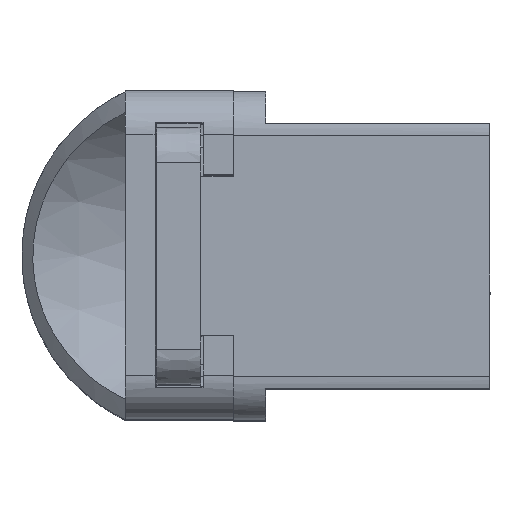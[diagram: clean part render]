
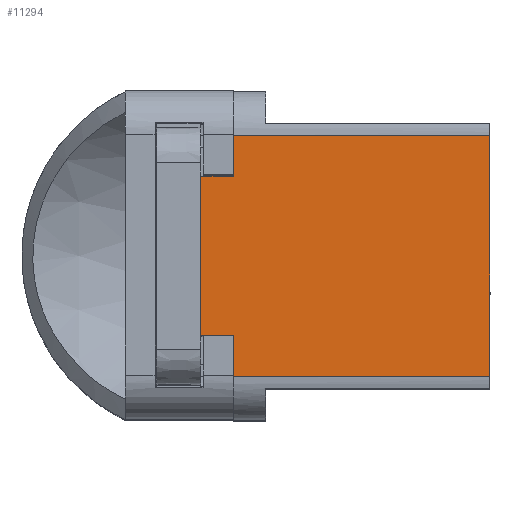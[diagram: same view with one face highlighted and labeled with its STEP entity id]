
A CAD part, top view. The second image highlights one B-rep face of the part: STEP entity #11294.
In plain terms, the highlighted planar face has unit normal (0, 0, 1).
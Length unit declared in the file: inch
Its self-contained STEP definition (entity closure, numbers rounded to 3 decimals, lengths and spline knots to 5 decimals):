
#35 = CARTESIAN_POINT ( 'NONE',  ( 1.60388, 0.81416, 1.49462 ) ) ;
#172 = ORIENTED_EDGE ( 'NONE', *, *, #10210, .F. ) ;
#287 = VERTEX_POINT ( 'NONE', #4300 ) ;
#332 = VECTOR ( 'NONE', #1639, 39.37008 ) ;
#550 = ORIENTED_EDGE ( 'NONE', *, *, #1089, .T. ) ;
#942 = FACE_OUTER_BOUND ( 'NONE', #7073, .T. ) ;
#1089 = EDGE_CURVE ( 'NONE', #9101, #2108, #6307, .T. ) ;
#1409 = CARTESIAN_POINT ( 'NONE',  ( 1.07938, 0.42966, 1.49462 ) ) ;
#1464 = ORIENTED_EDGE ( 'NONE', *, *, #11153, .T. ) ;
#1639 = DIRECTION ( 'NONE',  ( 0., -1., 0. ) ) ;
#1648 = CARTESIAN_POINT ( 'NONE',  ( 1.13844, 0.71866, 1.49462 ) ) ;
#1806 = VECTOR ( 'NONE', #6286, 39.37008 ) ;
#1882 = ORIENTED_EDGE ( 'NONE', *, *, #9065, .T. ) ;
#2108 = VERTEX_POINT ( 'NONE', #5436 ) ;
#2169 = VECTOR ( 'NONE', #2448, 39.37008 ) ;
#2448 = DIRECTION ( 'NONE',  ( 0., 1., 0. ) ) ;
#2702 = AXIS2_PLACEMENT_3D ( 'NONE', #7118, #2848, #8923 ) ;
#2778 = DIRECTION ( 'NONE',  ( -1., 0., 0. ) ) ;
#2848 = DIRECTION ( 'NONE',  ( 0., 0., 1. ) ) ;
#2902 = VERTEX_POINT ( 'NONE', #6542 ) ;
#3087 = VECTOR ( 'NONE', #10332, 39.37008 ) ;
#3329 = CARTESIAN_POINT ( 'NONE',  ( 1.13844, 0.33416, 1.49462 ) ) ;
#3897 = EDGE_CURVE ( 'NONE', #287, #2902, #9096, .T. ) ;
#4159 = LINE ( 'NONE', #7682, #7866 ) ;
#4186 = CARTESIAN_POINT ( 'NONE',  ( 0.99938, 0.35621, 1.49462 ) ) ;
#4218 = CARTESIAN_POINT ( 'NONE',  ( 1.13844, 0.35621, 1.49462 ) ) ;
#4246 = CARTESIAN_POINT ( 'NONE',  ( 1.07938, 0.71866, 1.49462 ) ) ;
#4300 = CARTESIAN_POINT ( 'NONE',  ( 1.60388, 0.79211, 1.49462 ) ) ;
#4575 = ORIENTED_EDGE ( 'NONE', *, *, #8515, .T. ) ;
#5384 = VECTOR ( 'NONE', #2778, 39.37008 ) ;
#5399 = PLANE ( 'NONE',  #2702 ) ;
#5436 = CARTESIAN_POINT ( 'NONE',  ( 1.13844, 0.42966, 1.49462 ) ) ;
#5520 = VECTOR ( 'NONE', #9460, 39.37008 ) ;
#5614 = VERTEX_POINT ( 'NONE', #1648 ) ;
#5625 = ORIENTED_EDGE ( 'NONE', *, *, #3897, .T. ) ;
#5643 = CARTESIAN_POINT ( 'NONE',  ( 1.13844, 0.71866, 1.49462 ) ) ;
#5970 = CARTESIAN_POINT ( 'NONE',  ( 1.60388, 0.35621, 1.49462 ) ) ;
#5980 = LINE ( 'NONE', #6783, #2169 ) ;
#6286 = DIRECTION ( 'NONE',  ( 0., -1., 0. ) ) ;
#6307 = LINE ( 'NONE', #8971, #9486 ) ;
#6454 = LINE ( 'NONE', #5643, #3087 ) ;
#6542 = CARTESIAN_POINT ( 'NONE',  ( 1.13844, 0.79211, 1.49462 ) ) ;
#6685 = VERTEX_POINT ( 'NONE', #4218 ) ;
#6748 = EDGE_CURVE ( 'NONE', #2902, #5614, #4159, .T. ) ;
#6783 = CARTESIAN_POINT ( 'NONE',  ( 1.07938, 0.81416, 1.49462 ) ) ;
#7057 = ORIENTED_EDGE ( 'NONE', *, *, #6748, .T. ) ;
#7073 = EDGE_LOOP ( 'NONE', ( #172, #550, #4575, #1882, #10782, #5625, #7057, #1464 ) ) ;
#7118 = CARTESIAN_POINT ( 'NONE',  ( 0.99938, 0.81416, 1.49462 ) ) ;
#7660 = LINE ( 'NONE', #3329, #332 ) ;
#7682 = CARTESIAN_POINT ( 'NONE',  ( 1.13844, 0.81416, 1.49462 ) ) ;
#7866 = VECTOR ( 'NONE', #11344, 39.37008 ) ;
#8203 = LINE ( 'NONE', #35, #1806 ) ;
#8515 = EDGE_CURVE ( 'NONE', #2108, #6685, #7660, .T. ) ;
#8890 = VERTEX_POINT ( 'NONE', #5970 ) ;
#8910 = CARTESIAN_POINT ( 'NONE',  ( 0.99938, 0.79211, 1.49462 ) ) ;
#8923 = DIRECTION ( 'NONE',  ( 1., 0., 0. ) ) ;
#8971 = CARTESIAN_POINT ( 'NONE',  ( 1.13844, 0.42966, 1.49462 ) ) ;
#9039 = VERTEX_POINT ( 'NONE', #4246 ) ;
#9065 = EDGE_CURVE ( 'NONE', #6685, #8890, #11200, .T. ) ;
#9096 = LINE ( 'NONE', #8910, #5384 ) ;
#9101 = VERTEX_POINT ( 'NONE', #1409 ) ;
#9460 = DIRECTION ( 'NONE',  ( 1., 0., 0. ) ) ;
#9486 = VECTOR ( 'NONE', #9973, 39.37008 ) ;
#9513 = EDGE_CURVE ( 'NONE', #287, #8890, #8203, .T. ) ;
#9973 = DIRECTION ( 'NONE',  ( 1., 0., 0. ) ) ;
#10210 = EDGE_CURVE ( 'NONE', #9101, #9039, #5980, .T. ) ;
#10332 = DIRECTION ( 'NONE',  ( -1., 0., 0. ) ) ;
#10782 = ORIENTED_EDGE ( 'NONE', *, *, #9513, .F. ) ;
#11153 = EDGE_CURVE ( 'NONE', #5614, #9039, #6454, .T. ) ;
#11200 = LINE ( 'NONE', #4186, #5520 ) ;
#11294 = ADVANCED_FACE ( 'NONE', ( #942 ), #5399, .T. ) ;
#11344 = DIRECTION ( 'NONE',  ( 0., -1., 0. ) ) ;
